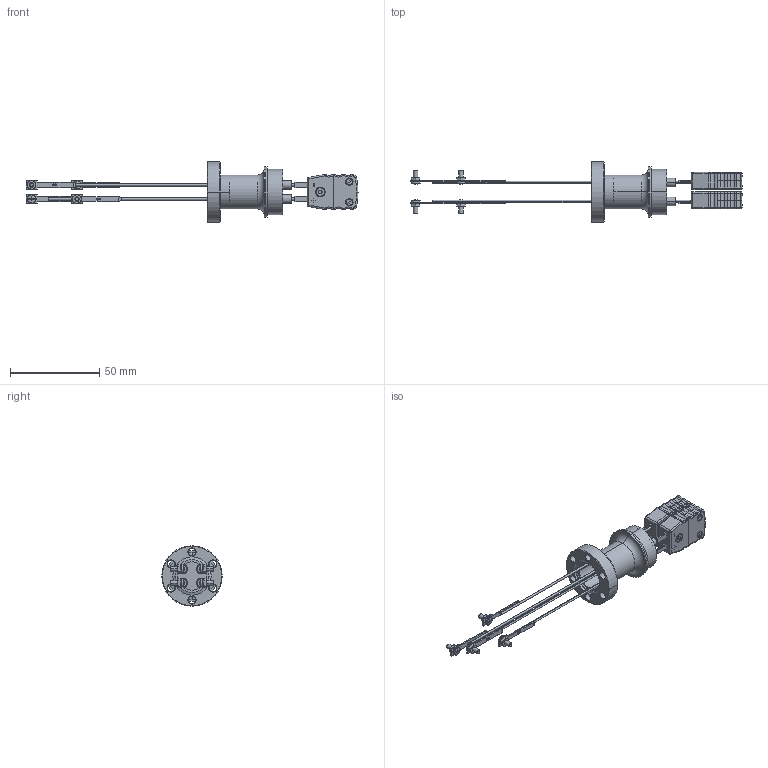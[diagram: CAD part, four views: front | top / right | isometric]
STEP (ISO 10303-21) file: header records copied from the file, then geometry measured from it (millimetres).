
FILE_DESCRIPTION (( 'STEP AP203' ), '1' );
FILE_NAME ('9312007.STEP', '2011-06-15T14:57:39', ( 'MIS' ), ( 'ISI INSULATORSEAL' ), 'SwSTEP 2.0', 'SolidWorks 2008', '' );
FILE_SCHEMA (( 'CONFIG_CONTROL_DESIGN' ));
Length unit declared in the file: inch
Products named in the file (22): 0079101Gfor0231401H; 0079001E; 0024601L; 0054301M; 0054305B; 9312007; 0054006F; 0054006-part1; 0054006-part2; 0054704D; 0297801B; 0231401H; 0297903M; 0297907B; 0024501R; 0079102B; 0054105B; 0054101G; 0054202B_91841A004; 0054201G_91792A092; 0054006-part3; F133075
Assembly tree (41 placements, depth 5):
  9312007
    0054704D
      0054006F  x2
        0054006-part2
        0054006-part3
        0054006-part1
      0079102B
      0054101G  x2
      0054202B_91841A004  x4
      0054301M  x2
      0054105B  x2
      0054305B  x2
      0054201G_91792A092  x4
      0297801B
        0024601L  x4
        0024501R  x4
        0297907B  x2
        0297903M  x2
        0231401H
          0079101Gfor0231401H
          0079001E
    F133075
Bounding box: 186.06 x 33.78 x 33.78 mm (x, y, z)
Volume: 16403.7 mm3; surface area: 22533.7 mm2
Topology: 40 solids, 40 shells, 1638 faces, 4148 edges, 2652 vertices
Faces by surface type: plane 958, cylinder 372, cone 156, torus 136, sphere 16
Entity records: 27043 total; most frequent: CARTESIAN_POINT 4414, DIRECTION 4205, ORIENTED_EDGE 4034, EDGE_CURVE 2017, VECTOR 1403, LINE 1403, AXIS2_PLACEMENT_3D 1401, VERTEX_POINT 1292
